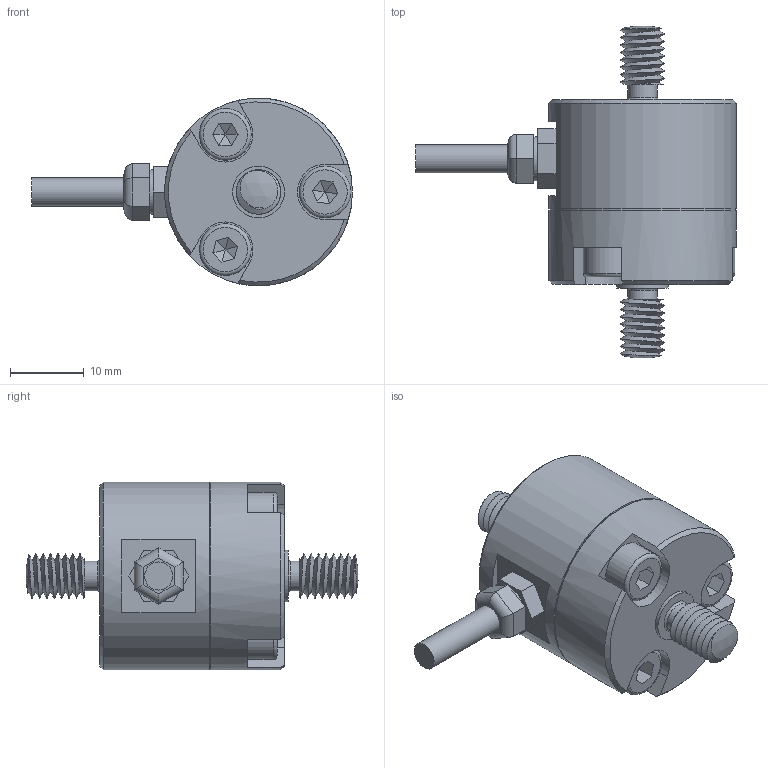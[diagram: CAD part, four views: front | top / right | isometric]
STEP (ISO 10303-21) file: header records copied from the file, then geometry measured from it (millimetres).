
FILE_DESCRIPTION(/* description */ (''),/* implementation_level */ '2;1');
FILE_NAME(/* name */ '247BS-(20-100)kg v1.step',/* time_stamp */ '2020-01-21T14:41:24-08:00',/* author */ (''),/* organization */ (''),/* preprocessor_version */ 'ST-DEVELOPER v18',/* originating_system */ 'Autodesk Translation Framework v8.12.0.6',/* authorisation */ '');
FILE_SCHEMA (('AUTOMOTIVE_DESIGN { 1 0 10303 214 3 1 1 }'));
Length unit declared in the file: millimetre
Products named in the file (1): 247BS-(20-100)kg
Bounding box: 43.4 x 44.9 x 25.4 mm (x, y, z)
Volume: 13035.4 mm3; surface area: 4373.2 mm2
Topology: 1 solids, 1 shells, 130 faces, 327 edges, 217 vertices
Faces by surface type: plane 77, cylinder 38, torus 5, cone 4, bspline 4, sphere 2
Full cylindrical faces by diameter (mm): 3.8 x1, 4 x2, 6 x15, 7 x4, 25 x1, 25.4 x2
Entity records: 6733 total; most frequent: CARTESIAN_POINT 3585, ORIENTED_EDGE 654, DIRECTION 628, EDGE_CURVE 327, AXIS2_PLACEMENT_3D 220, VERTEX_POINT 217, LINE 188, VECTOR 188
